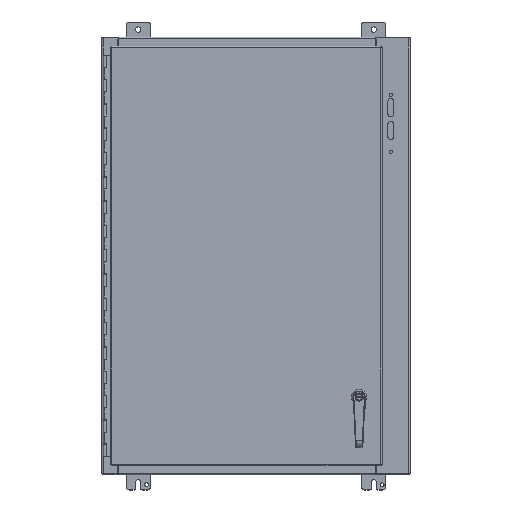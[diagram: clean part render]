
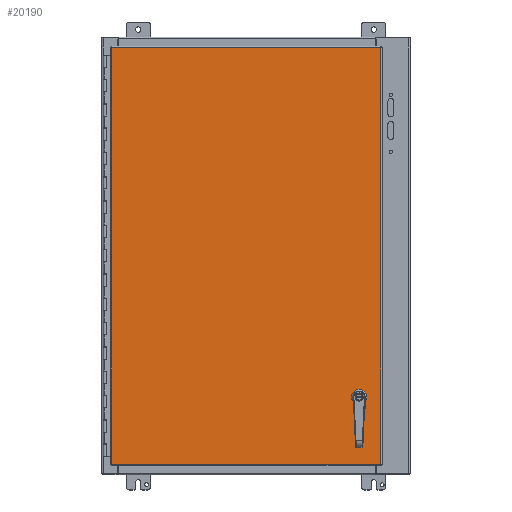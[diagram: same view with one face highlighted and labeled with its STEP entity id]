
A CAD part, top view. The second image highlights one B-rep face of the part: STEP entity #20190.
In plain terms, the highlighted planar face has unit normal (0, 0, 1).
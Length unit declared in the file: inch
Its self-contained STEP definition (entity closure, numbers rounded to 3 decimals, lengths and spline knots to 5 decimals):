
#18713=CARTESIAN_POINT('',(20.05725,5.41238,0.074));
#18714=VERTEX_POINT('',#18713);
#18721=CARTESIAN_POINT('',(20.24463,5.225,0.074));
#18722=VERTEX_POINT('',#18721);
#18723=CARTESIAN_POINT('',(20.45725,5.625,0.074));
#18724=DIRECTION('',(0.0,0.0,-1.0));
#18725=DIRECTION('',(0.883,0.469,0.0));
#18726=AXIS2_PLACEMENT_3D('',#18723,#18724,#18725);
#18727=CIRCLE('',#18726,0.453);
#18728=EDGE_CURVE('',#18722,#18714,#18727,.T.);
#18753=CARTESIAN_POINT('',(20.66987,5.225,0.074));
#18754=VERTEX_POINT('',#18753);
#18755=CARTESIAN_POINT('',(20.66987,5.225,0.074));
#18756=DIRECTION('',(-1.0,0.0,0.0));
#18757=VECTOR('',#18756,0.42525);
#18758=LINE('',#18755,#18757);
#18759=EDGE_CURVE('',#18754,#18722,#18758,.T.);
#18785=CARTESIAN_POINT('',(20.85725,5.41238,0.074));
#18786=VERTEX_POINT('',#18785);
#18787=CARTESIAN_POINT('',(20.45725,5.625,0.074));
#18788=DIRECTION('',(0.0,0.0,-1.0));
#18789=DIRECTION('',(-0.469,0.883,0.0));
#18790=AXIS2_PLACEMENT_3D('',#18787,#18788,#18789);
#18791=CIRCLE('',#18790,0.453);
#18792=EDGE_CURVE('',#18786,#18754,#18791,.T.);
#18817=CARTESIAN_POINT('',(20.85725,5.83762,0.074));
#18818=VERTEX_POINT('',#18817);
#18819=CARTESIAN_POINT('',(20.85725,5.83762,0.074));
#18820=DIRECTION('',(0.0,-1.0,0.0));
#18821=VECTOR('',#18820,0.42525);
#18822=LINE('',#18819,#18821);
#18823=EDGE_CURVE('',#18818,#18786,#18822,.T.);
#18849=CARTESIAN_POINT('',(20.66987,6.025,0.074));
#18850=VERTEX_POINT('',#18849);
#18851=CARTESIAN_POINT('',(20.45725,5.625,0.074));
#18852=DIRECTION('',(0.0,0.0,-1.0));
#18853=DIRECTION('',(-0.883,-0.469,0.0));
#18854=AXIS2_PLACEMENT_3D('',#18851,#18852,#18853);
#18855=CIRCLE('',#18854,0.453);
#18856=EDGE_CURVE('',#18850,#18818,#18855,.T.);
#18881=CARTESIAN_POINT('',(20.24463,6.025,0.074));
#18882=VERTEX_POINT('',#18881);
#18883=CARTESIAN_POINT('',(20.24463,6.025,0.074));
#18884=DIRECTION('',(1.0,0.0,0.0));
#18885=VECTOR('',#18884,0.42525);
#18886=LINE('',#18883,#18885);
#18887=EDGE_CURVE('',#18882,#18850,#18886,.T.);
#18913=CARTESIAN_POINT('',(20.05725,5.83762,0.074));
#18914=VERTEX_POINT('',#18913);
#18915=CARTESIAN_POINT('',(20.45725,5.625,0.074));
#18916=DIRECTION('',(0.0,0.0,-1.0));
#18917=DIRECTION('',(0.469,-0.883,0.0));
#18918=AXIS2_PLACEMENT_3D('',#18915,#18916,#18917);
#18919=CIRCLE('',#18918,0.453);
#18920=EDGE_CURVE('',#18914,#18882,#18919,.T.);
#18943=CARTESIAN_POINT('',(20.05725,5.41238,0.074));
#18944=DIRECTION('',(0.0,1.0,0.0));
#18945=VECTOR('',#18944,0.42525);
#18946=LINE('',#18943,#18945);
#18947=EDGE_CURVE('',#18714,#18914,#18946,.T.);
#19167=CARTESIAN_POINT('',(22.2385,34.39475,0.074));
#19168=VERTEX_POINT('',#19167);
#19179=CARTESIAN_POINT('',(22.2385,0.10525,0.074));
#19180=VERTEX_POINT('',#19179);
#19181=CARTESIAN_POINT('',(22.2385,0.10525,0.074));
#19182=DIRECTION('',(0.0,1.0,0.0));
#19183=VECTOR('',#19182,34.2895);
#19184=LINE('',#19181,#19183);
#19185=EDGE_CURVE('',#19180,#19168,#19184,.T.);
#19447=CARTESIAN_POINT('',(0.10525,34.39475,0.074));
#19448=VERTEX_POINT('',#19447);
#19459=CARTESIAN_POINT('',(22.2385,34.39475,0.074));
#19460=DIRECTION('',(-1.0,0.0,0.0));
#19461=VECTOR('',#19460,22.13325);
#19462=LINE('',#19459,#19461);
#19463=EDGE_CURVE('',#19168,#19448,#19462,.T.);
#19718=CARTESIAN_POINT('',(0.10525,0.10525,0.074));
#19719=VERTEX_POINT('',#19718);
#19730=CARTESIAN_POINT('',(0.10525,34.39475,0.074));
#19731=DIRECTION('',(0.0,-1.0,0.0));
#19732=VECTOR('',#19731,34.2895);
#19733=LINE('',#19730,#19732);
#19734=EDGE_CURVE('',#19448,#19719,#19733,.T.);
#19932=CARTESIAN_POINT('',(0.10525,0.10525,0.074));
#19933=DIRECTION('',(1.0,0.0,0.0));
#19934=VECTOR('',#19933,22.13325);
#19935=LINE('',#19932,#19934);
#19936=EDGE_CURVE('',#19719,#19180,#19935,.T.);
#20169=CARTESIAN_POINT('',(11.17187,17.25,0.074));
#20170=DIRECTION('',(0.0,0.0,1.0));
#20171=DIRECTION('',(1.0,0.0,0.0));
#20172=AXIS2_PLACEMENT_3D('',#20169,#20170,#20171);
#20173=PLANE('',#20172);
#20174=ORIENTED_EDGE('',*,*,#19185,.T.);
#20175=ORIENTED_EDGE('',*,*,#19463,.T.);
#20176=ORIENTED_EDGE('',*,*,#19734,.T.);
#20177=ORIENTED_EDGE('',*,*,#19936,.T.);
#20178=EDGE_LOOP('',(#20174,#20175,#20176,#20177));
#20179=FACE_OUTER_BOUND('',#20178,.T.);
#20180=ORIENTED_EDGE('',*,*,#18728,.T.);
#20181=ORIENTED_EDGE('',*,*,#18947,.T.);
#20182=ORIENTED_EDGE('',*,*,#18920,.T.);
#20183=ORIENTED_EDGE('',*,*,#18887,.T.);
#20184=ORIENTED_EDGE('',*,*,#18856,.T.);
#20185=ORIENTED_EDGE('',*,*,#18823,.T.);
#20186=ORIENTED_EDGE('',*,*,#18792,.T.);
#20187=ORIENTED_EDGE('',*,*,#18759,.T.);
#20188=EDGE_LOOP('',(#20180,#20181,#20182,#20183,#20184,#20185,#20186,#20187));
#20189=FACE_BOUND('',#20188,.T.);
#20190=ADVANCED_FACE('',(#20179,#20189),#20173,.T.);
